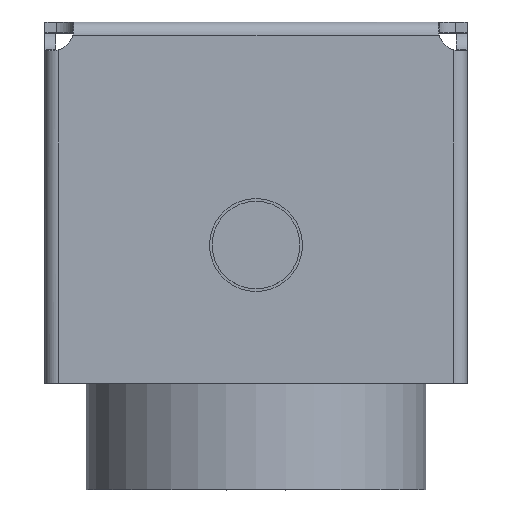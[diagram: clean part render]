
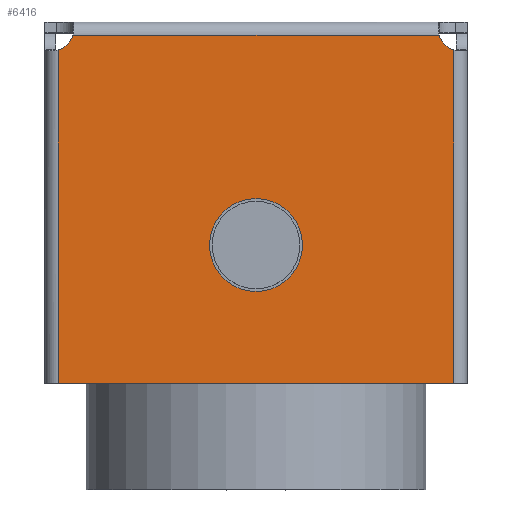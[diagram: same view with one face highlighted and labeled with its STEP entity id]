
A CAD part, top view. The second image highlights one B-rep face of the part: STEP entity #6416.
In plain terms, the highlighted planar face has unit normal (0, 0, 1).
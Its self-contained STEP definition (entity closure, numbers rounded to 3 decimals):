
#108=FACE_BOUND('',#1010,.T.);
#239=PLANE('',#7011);
#614=FACE_OUTER_BOUND('',#1009,.T.);
#1009=EDGE_LOOP('',(#5287,#5288,#5289,#5290,#5291,#5292));
#1010=EDGE_LOOP('',(#5293));
#1522=LINE('',#10347,#2161);
#1523=LINE('',#10358,#2162);
#1545=LINE('',#10506,#2184);
#1547=LINE('',#10509,#2186);
#2161=VECTOR('',#8278,10.);
#2162=VECTOR('',#8281,10.);
#2184=VECTOR('',#8341,10.);
#2186=VECTOR('',#8345,10.);
#2618=CIRCLE('',#6881,1.75);
#2653=CIRCLE('',#7008,0.8);
#2654=CIRCLE('',#7010,0.8);
#2984=VERTEX_POINT('',#10031);
#3048=VERTEX_POINT('',#10327);
#3050=VERTEX_POINT('',#10343);
#3051=VERTEX_POINT('',#10349);
#3052=VERTEX_POINT('',#10357);
#3065=VERTEX_POINT('',#10457);
#3068=VERTEX_POINT('',#10495);
#3667=EDGE_CURVE('',#2984,#2984,#2618,.T.);
#3810=EDGE_CURVE('',#3048,#3050,#1522,.T.);
#3812=EDGE_CURVE('',#3052,#3051,#1523,.T.);
#3845=EDGE_CURVE('',#3065,#3068,#1545,.T.);
#3847=EDGE_CURVE('',#3052,#3050,#1547,.T.);
#3850=EDGE_CURVE('',#3068,#3048,#2653,.T.);
#3851=EDGE_CURVE('',#3051,#3065,#2654,.T.);
#5287=ORIENTED_EDGE('',*,*,#3810,.T.);
#5288=ORIENTED_EDGE('',*,*,#3847,.F.);
#5289=ORIENTED_EDGE('',*,*,#3812,.T.);
#5290=ORIENTED_EDGE('',*,*,#3851,.T.);
#5291=ORIENTED_EDGE('',*,*,#3845,.T.);
#5292=ORIENTED_EDGE('',*,*,#3850,.T.);
#5293=ORIENTED_EDGE('',*,*,#3667,.T.);
#6416=ADVANCED_FACE('',(#614,#108),#239,.T.);
#6881=AXIS2_PLACEMENT_3D('',#10033,#7960,#7961);
#7008=AXIS2_PLACEMENT_3D('',#10514,#8354,#8355);
#7010=AXIS2_PLACEMENT_3D('',#10516,#8358,#8359);
#7011=AXIS2_PLACEMENT_3D('',#10517,#8360,#8361);
#7960=DIRECTION('center_axis',(0.,0.,-1.));
#7961=DIRECTION('ref_axis',(-1.,0.,0.));
#8278=DIRECTION('',(0.,-1.,0.));
#8281=DIRECTION('',(0.,1.,0.));
#8341=DIRECTION('',(-1.,0.,0.));
#8345=DIRECTION('',(-1.,0.,0.));
#8354=DIRECTION('center_axis',(0.,0.,-1.));
#8355=DIRECTION('ref_axis',(-1.,0.,0.));
#8358=DIRECTION('center_axis',(0.,0.,-1.));
#8359=DIRECTION('ref_axis',(-1.,0.,0.));
#8360=DIRECTION('center_axis',(0.,0.,1.));
#8361=DIRECTION('ref_axis',(1.,0.,0.));
#10031=CARTESIAN_POINT('',(1.75,-5.54,14.6));
#10033=CARTESIAN_POINT('Origin',(0.,-5.54,
14.6));
#10327=CARTESIAN_POINT('',(-7.45,1.807,14.6));
#10343=CARTESIAN_POINT('',(-7.45,-10.74,14.6));
#10347=CARTESIAN_POINT('',(-7.45,-7.44,14.6));
#10349=CARTESIAN_POINT('',(7.45,1.807,14.6));
#10357=CARTESIAN_POINT('',(7.45,-10.74,14.6));
#10358=CARTESIAN_POINT('',(7.45,-0.89,14.6));
#10457=CARTESIAN_POINT('',(6.897,2.36,14.6));
#10495=CARTESIAN_POINT('',(-6.897,2.36,14.6));
#10506=CARTESIAN_POINT('',(-3.725,2.36,14.6));
#10509=CARTESIAN_POINT('',(7.55,-10.74,14.6));
#10514=CARTESIAN_POINT('Origin',(-7.667,2.577,14.6));
#10516=CARTESIAN_POINT('Origin',(7.667,2.577,14.6));
#10517=CARTESIAN_POINT('Origin',(0.,-4.14,14.6));
